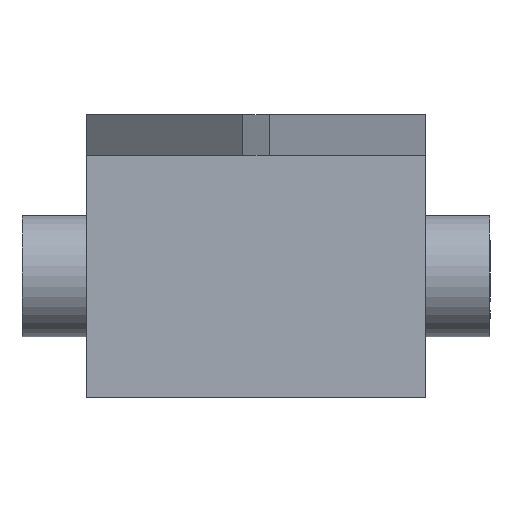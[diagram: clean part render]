
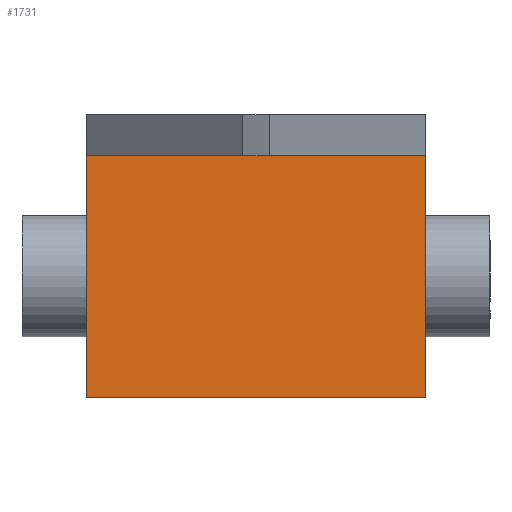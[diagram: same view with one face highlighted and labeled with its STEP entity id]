
A CAD part, left-side view. The second image highlights one B-rep face of the part: STEP entity #1731.
In plain terms, the highlighted planar face has unit normal (-1, 0, 0).
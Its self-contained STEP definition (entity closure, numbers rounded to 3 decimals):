
#51 = VECTOR ( 'NONE', #1851, 1000. ) ;
#89 = CARTESIAN_POINT ( 'NONE',  ( 0., 10.5, 15. ) ) ;
#110 = VERTEX_POINT ( 'NONE', #2292 ) ;
#136 = LINE ( 'NONE', #1677, #51 ) ;
#143 = CARTESIAN_POINT ( 'NONE',  ( 0., 10.5, 0. ) ) ;
#174 = CARTESIAN_POINT ( 'NONE',  ( 0., 10.5, 0. ) ) ;
#288 = LINE ( 'NONE', #868, #330 ) ;
#301 = LINE ( 'NONE', #507, #1040 ) ;
#330 = VECTOR ( 'NONE', #1028, 1000. ) ;
#473 = VERTEX_POINT ( 'NONE', #1239 ) ;
#495 = ORIENTED_EDGE ( 'NONE', *, *, #1064, .F. ) ;
#507 = CARTESIAN_POINT ( 'NONE',  ( 0., -10.5, 15. ) ) ;
#597 = CARTESIAN_POINT ( 'NONE',  ( 0., -10.5, 7.5 ) ) ;
#702 = VERTEX_POINT ( 'NONE', #1207 ) ;
#748 = CARTESIAN_POINT ( 'NONE',  ( 0., 10.5, 15. ) ) ;
#852 = DIRECTION ( 'NONE',  ( -1., 0., 0. ) ) ;
#868 = CARTESIAN_POINT ( 'NONE',  ( 0., -10.5, 15. ) ) ;
#877 = PLANE ( 'NONE',  #1281 ) ;
#1028 = DIRECTION ( 'NONE',  ( 0., 0., -1. ) ) ;
#1040 = VECTOR ( 'NONE', #1261, 1000. ) ;
#1049 = FACE_OUTER_BOUND ( 'NONE', #1318, .T. ) ;
#1062 = ORIENTED_EDGE ( 'NONE', *, *, #1710, .F. ) ;
#1064 = EDGE_CURVE ( 'NONE', #473, #2353, #1375, .T. ) ;
#1160 = EDGE_CURVE ( 'NONE', #2353, #1596, #288, .T. ) ;
#1207 = CARTESIAN_POINT ( 'NONE',  ( 0., 10.5, 7.5 ) ) ;
#1239 = CARTESIAN_POINT ( 'NONE',  ( 0., 10.5, 15. ) ) ;
#1242 = VECTOR ( 'NONE', #2337, 1000. ) ;
#1261 = DIRECTION ( 'NONE',  ( 0., 0., -1. ) ) ;
#1281 = AXIS2_PLACEMENT_3D ( 'NONE', #89, #852, #2415 ) ;
#1318 = EDGE_LOOP ( 'NONE', ( #495, #2330, #2131, #1843, #1062, #1790 ) ) ;
#1337 = VERTEX_POINT ( 'NONE', #143 ) ;
#1375 = LINE ( 'NONE', #1602, #2101 ) ;
#1501 = LINE ( 'NONE', #748, #1242 ) ;
#1596 = VERTEX_POINT ( 'NONE', #597 ) ;
#1602 = CARTESIAN_POINT ( 'NONE',  ( 0., 10.5, 15. ) ) ;
#1677 = CARTESIAN_POINT ( 'NONE',  ( 0., 10.5, 15. ) ) ;
#1686 = LINE ( 'NONE', #174, #2266 ) ;
#1710 = EDGE_CURVE ( 'NONE', #1596, #110, #301, .T. ) ;
#1712 = DIRECTION ( 'NONE',  ( 0., -1., 0. ) ) ;
#1731 = ADVANCED_FACE ( 'NONE', ( #1049 ), #877, .T. ) ;
#1790 = ORIENTED_EDGE ( 'NONE', *, *, #1160, .F. ) ;
#1843 = ORIENTED_EDGE ( 'NONE', *, *, #2336, .T. ) ;
#1851 = DIRECTION ( 'NONE',  ( 0., 0., -1. ) ) ;
#1904 = CARTESIAN_POINT ( 'NONE',  ( 0., -10.5, 15. ) ) ;
#1970 = DIRECTION ( 'NONE',  ( 0., -1., 0. ) ) ;
#2101 = VECTOR ( 'NONE', #1970, 1000. ) ;
#2131 = ORIENTED_EDGE ( 'NONE', *, *, #2361, .T. ) ;
#2266 = VECTOR ( 'NONE', #1712, 1000. ) ;
#2292 = CARTESIAN_POINT ( 'NONE',  ( 0., -10.5, 0. ) ) ;
#2330 = ORIENTED_EDGE ( 'NONE', *, *, #2431, .T. ) ;
#2336 = EDGE_CURVE ( 'NONE', #1337, #110, #1686, .T. ) ;
#2337 = DIRECTION ( 'NONE',  ( 0., 0., -1. ) ) ;
#2353 = VERTEX_POINT ( 'NONE', #1904 ) ;
#2361 = EDGE_CURVE ( 'NONE', #702, #1337, #136, .T. ) ;
#2415 = DIRECTION ( 'NONE',  ( 0., 0., 1. ) ) ;
#2431 = EDGE_CURVE ( 'NONE', #473, #702, #1501, .T. ) ;
